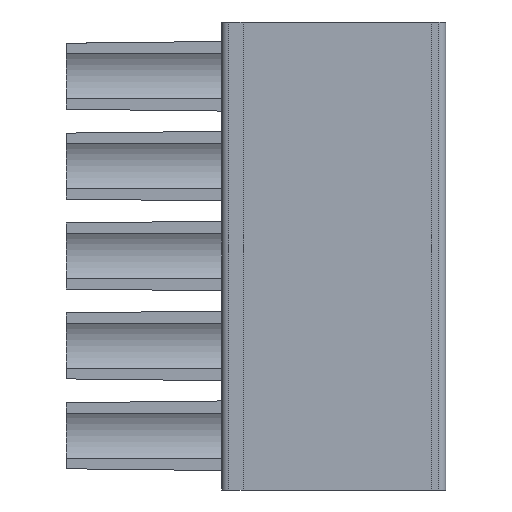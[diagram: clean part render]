
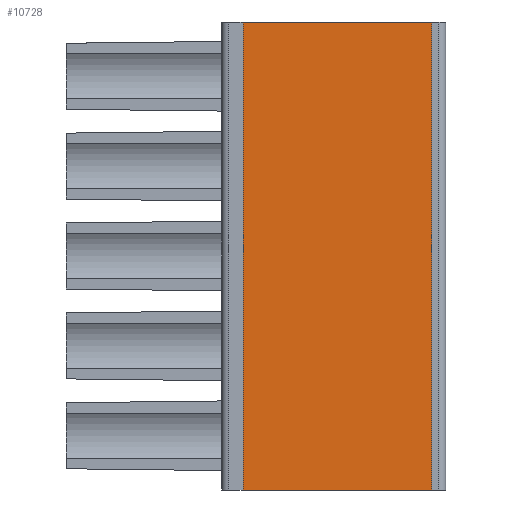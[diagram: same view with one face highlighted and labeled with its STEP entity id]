
A CAD part, front view. The second image highlights one B-rep face of the part: STEP entity #10728.
In plain terms, the highlighted planar face has unit normal (0, -1, 0).
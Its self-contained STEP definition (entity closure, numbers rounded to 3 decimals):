
#494 = AXIS2_PLACEMENT_3D ( 'NONE', #11293, #5841, #1659 ) ;
#986 = VECTOR ( 'NONE', #9483, 1000. ) ;
#1129 = DIRECTION ( 'NONE',  ( 0., 0., 1. ) ) ;
#1159 = EDGE_CURVE ( 'NONE', #4103, #11223, #12793, .T. ) ;
#1198 = LINE ( 'NONE', #2503, #986 ) ;
#1659 = DIRECTION ( 'NONE',  ( 0., 0., -1. ) ) ;
#2503 = CARTESIAN_POINT ( 'NONE',  ( 42.611, 29.382, 77.855 ) ) ;
#3006 = EDGE_CURVE ( 'NONE', #11223, #17538, #1198, .T. ) ;
#3207 = CARTESIAN_POINT ( 'NONE',  ( 50.611, 29.382, 58.015 ) ) ;
#3698 = CARTESIAN_POINT ( 'NONE',  ( 42.611, 29.382, 77.855 ) ) ;
#4103 = VERTEX_POINT ( 'NONE', #3207 ) ;
#4709 = VECTOR ( 'NONE', #1129, 1000. ) ;
#5719 = VECTOR ( 'NONE', #14424, 1000. ) ;
#5841 = DIRECTION ( 'NONE',  ( 0., -1., 0. ) ) ;
#8037 = ORIENTED_EDGE ( 'NONE', *, *, #1159, .T. ) ;
#9309 = CARTESIAN_POINT ( 'NONE',  ( 50.611, 29.382, 63.815 ) ) ;
#9483 = DIRECTION ( 'NONE',  ( -1., 0., 0. ) ) ;
#9900 = FACE_OUTER_BOUND ( 'NONE', #12648, .T. ) ;
#9922 = CARTESIAN_POINT ( 'NONE',  ( 42.611, 29.382, 58.015 ) ) ;
#9958 = PLANE ( 'NONE',  #494 ) ;
#10195 = LINE ( 'NONE', #11498, #5719 ) ;
#10728 = ADVANCED_FACE ( 'NONE', ( #9900 ), #9958, .T. ) ;
#11223 = VERTEX_POINT ( 'NONE', #11411 ) ;
#11293 = CARTESIAN_POINT ( 'NONE',  ( 42.611, 29.382, 63.815 ) ) ;
#11411 = CARTESIAN_POINT ( 'NONE',  ( 50.611, 29.382, 77.855 ) ) ;
#11498 = CARTESIAN_POINT ( 'NONE',  ( 42.611, 29.382, 63.815 ) ) ;
#12097 = EDGE_CURVE ( 'NONE', #17599, #4103, #14540, .T. ) ;
#12276 = ORIENTED_EDGE ( 'NONE', *, *, #3006, .T. ) ;
#12345 = CARTESIAN_POINT ( 'NONE',  ( 42.611, 29.382, 58.015 ) ) ;
#12648 = EDGE_LOOP ( 'NONE', ( #16818, #15564, #8037, #12276 ) ) ;
#12793 = LINE ( 'NONE', #9309, #4709 ) ;
#12798 = VECTOR ( 'NONE', #15566, 1000. ) ;
#14424 = DIRECTION ( 'NONE',  ( 0., 0., -1. ) ) ;
#14540 = LINE ( 'NONE', #9922, #12798 ) ;
#15564 = ORIENTED_EDGE ( 'NONE', *, *, #12097, .T. ) ;
#15566 = DIRECTION ( 'NONE',  ( 1., 0., 0. ) ) ;
#15920 = EDGE_CURVE ( 'NONE', #17538, #17599, #10195, .T. ) ;
#16818 = ORIENTED_EDGE ( 'NONE', *, *, #15920, .T. ) ;
#17538 = VERTEX_POINT ( 'NONE', #3698 ) ;
#17599 = VERTEX_POINT ( 'NONE', #12345 ) ;
